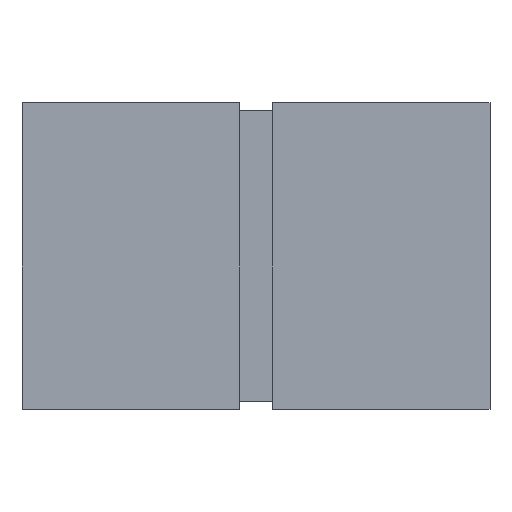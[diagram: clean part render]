
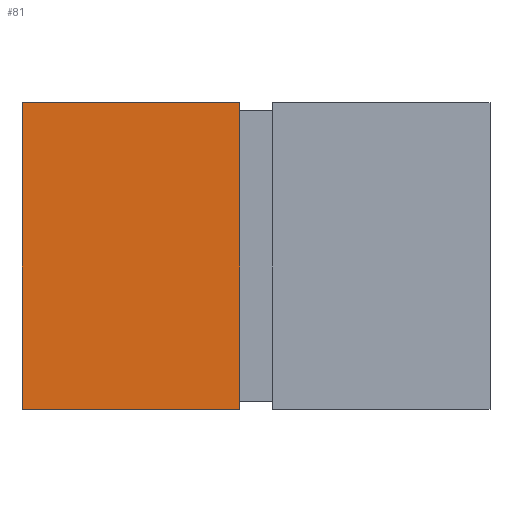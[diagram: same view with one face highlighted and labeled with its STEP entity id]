
A CAD part, top view. The second image highlights one B-rep face of the part: STEP entity #81.
In plain terms, the highlighted planar face has unit normal (0, 0, 1).
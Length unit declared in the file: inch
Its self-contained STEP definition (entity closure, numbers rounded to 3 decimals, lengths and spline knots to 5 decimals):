
#44 = CARTESIAN_POINT ( 'NONE',  ( -0.0675, 0.095, 0.03 ) ) ;
#73 = CARTESIAN_POINT ( 'NONE',  ( 0.0675, 0.095, 0.03 ) ) ;
#81 = ADVANCED_FACE ( 'NONE', ( #812 ), #713, .F. ) ;
#113 = VECTOR ( 'NONE', #636, 39.37008 ) ;
#151 = DIRECTION ( 'NONE',  ( 0., 1., 0. ) ) ;
#189 = EDGE_CURVE ( 'NONE', #905, #869, #361, .T. ) ;
#242 = EDGE_LOOP ( 'NONE', ( #898, #565, #347, #942 ) ) ;
#316 = CARTESIAN_POINT ( 'NONE',  ( 0.0675, -0.095, 0.03 ) ) ;
#347 = ORIENTED_EDGE ( 'NONE', *, *, #552, .F. ) ;
#361 = LINE ( 'NONE', #998, #113 ) ;
#374 = CARTESIAN_POINT ( 'NONE',  ( -0.0675, 0., 0.03 ) ) ;
#386 = VERTEX_POINT ( 'NONE', #44 ) ;
#485 = EDGE_CURVE ( 'NONE', #905, #386, #833, .T. ) ;
#511 = VECTOR ( 'NONE', #954, 39.37008 ) ;
#552 = EDGE_CURVE ( 'NONE', #386, #892, #752, .T. ) ;
#565 = ORIENTED_EDGE ( 'NONE', *, *, #742, .T. ) ;
#634 = AXIS2_PLACEMENT_3D ( 'NONE', #804, #995, #893 ) ;
#636 = DIRECTION ( 'NONE',  ( 1., 0., 0. ) ) ;
#684 = CARTESIAN_POINT ( 'NONE',  ( -0.0675, -0.095, 0.03 ) ) ;
#713 = PLANE ( 'NONE',  #634 ) ;
#719 = VECTOR ( 'NONE', #1041, 39.37008 ) ;
#742 = EDGE_CURVE ( 'NONE', #869, #892, #1036, .T. ) ;
#752 = LINE ( 'NONE', #850, #511 ) ;
#804 = CARTESIAN_POINT ( 'NONE',  ( 0., 0., 0.03 ) ) ;
#812 = FACE_OUTER_BOUND ( 'NONE', #242, .T. ) ;
#833 = LINE ( 'NONE', #374, #719 ) ;
#850 = CARTESIAN_POINT ( 'NONE',  ( 0., 0.095, 0.03 ) ) ;
#869 = VERTEX_POINT ( 'NONE', #316 ) ;
#892 = VERTEX_POINT ( 'NONE', #73 ) ;
#893 = DIRECTION ( 'NONE',  ( -1., 0., 0. ) ) ;
#898 = ORIENTED_EDGE ( 'NONE', *, *, #189, .T. ) ;
#899 = VECTOR ( 'NONE', #151, 39.37008 ) ;
#905 = VERTEX_POINT ( 'NONE', #684 ) ;
#942 = ORIENTED_EDGE ( 'NONE', *, *, #485, .F. ) ;
#954 = DIRECTION ( 'NONE',  ( 1., 0., 0. ) ) ;
#995 = DIRECTION ( 'NONE',  ( 0., 0., -1. ) ) ;
#998 = CARTESIAN_POINT ( 'NONE',  ( 0., -0.095, 0.03 ) ) ;
#1036 = LINE ( 'NONE', #1153, #899 ) ;
#1041 = DIRECTION ( 'NONE',  ( 0., 1., 0. ) ) ;
#1153 = CARTESIAN_POINT ( 'NONE',  ( 0.0675, 0., 0.03 ) ) ;
